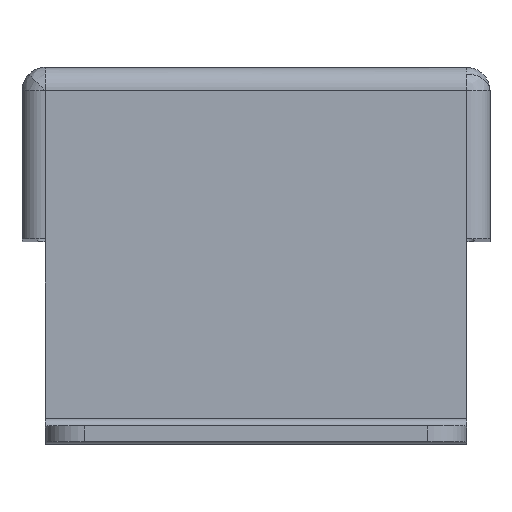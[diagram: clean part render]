
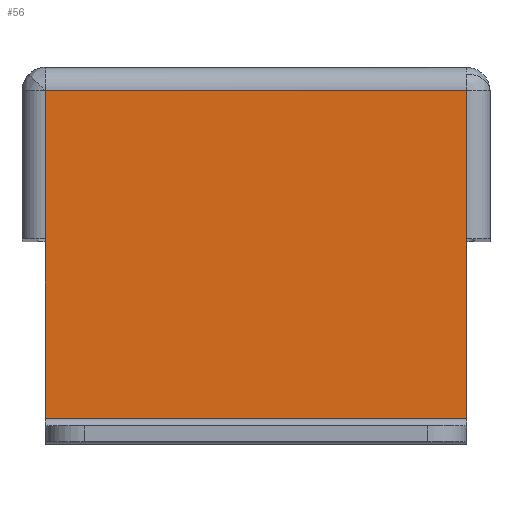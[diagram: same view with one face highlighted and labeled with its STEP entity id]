
A CAD part, top view. The second image highlights one B-rep face of the part: STEP entity #56.
In plain terms, the highlighted planar face has unit normal (0, 0, 1).
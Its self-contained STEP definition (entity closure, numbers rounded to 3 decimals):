
#37 = ORIENTED_EDGE ( 'NONE', *, *, #2294, .T. ) ;
#56 = ADVANCED_FACE ( 'NONE', ( #949 ), #505, .T. ) ;
#81 = DIRECTION ( 'NONE',  ( 0., -1., 0. ) ) ;
#86 = DIRECTION ( 'NONE',  ( 0., 1., 0. ) ) ;
#285 = CARTESIAN_POINT ( 'NONE',  ( -27., 44.5, 354. ) ) ;
#311 = DIRECTION ( 'NONE',  ( 0., -1., 0. ) ) ;
#316 = CARTESIAN_POINT ( 'NONE',  ( 27., 87.5, 354. ) ) ;
#358 = VECTOR ( 'NONE', #86, 1000. ) ;
#460 = VERTEX_POINT ( 'NONE', #1528 ) ;
#485 = DIRECTION ( 'NONE',  ( 0., 0., 1. ) ) ;
#505 = PLANE ( 'NONE',  #1182 ) ;
#507 = ORIENTED_EDGE ( 'NONE', *, *, #1170, .T. ) ;
#562 = EDGE_LOOP ( 'NONE', ( #771, #1879, #37, #633, #507, #1382 ) ) ;
#600 = EDGE_CURVE ( 'NONE', #2055, #1592, #1706, .T. ) ;
#633 = ORIENTED_EDGE ( 'NONE', *, *, #1215, .T. ) ;
#642 = CARTESIAN_POINT ( 'NONE',  ( -108.216, 86.5, 354. ) ) ;
#672 = DIRECTION ( 'NONE',  ( 1., 0., 0. ) ) ;
#771 = ORIENTED_EDGE ( 'NONE', *, *, #2186, .T. ) ;
#808 = LINE ( 'NONE', #1886, #2226 ) ;
#887 = CARTESIAN_POINT ( 'NONE',  ( -30., 87.5, 354. ) ) ;
#901 = LINE ( 'NONE', #1085, #2053 ) ;
#949 = FACE_OUTER_BOUND ( 'NONE', #562, .T. ) ;
#981 = CARTESIAN_POINT ( 'NONE',  ( -27., 86.5, 354. ) ) ;
#1042 = CARTESIAN_POINT ( 'NONE',  ( 27., 87.5, 354. ) ) ;
#1085 = CARTESIAN_POINT ( 'NONE',  ( -30., 44.5, 354. ) ) ;
#1170 = EDGE_CURVE ( 'NONE', #1359, #2055, #901, .T. ) ;
#1182 = AXIS2_PLACEMENT_3D ( 'NONE', #887, #485, #672 ) ;
#1191 = VECTOR ( 'NONE', #1588, 1000. ) ;
#1215 = EDGE_CURVE ( 'NONE', #2327, #1359, #808, .T. ) ;
#1238 = VECTOR ( 'NONE', #1274, 1000. ) ;
#1274 = DIRECTION ( 'NONE',  ( 0., 1., 0. ) ) ;
#1283 = VECTOR ( 'NONE', #311, 1000. ) ;
#1359 = VERTEX_POINT ( 'NONE', #285 ) ;
#1382 = ORIENTED_EDGE ( 'NONE', *, *, #600, .T. ) ;
#1418 = CARTESIAN_POINT ( 'NONE',  ( 27., 67.5, 354. ) ) ;
#1528 = CARTESIAN_POINT ( 'NONE',  ( 27., 86.5, 354. ) ) ;
#1588 = DIRECTION ( 'NONE',  ( 1., 0., 0. ) ) ;
#1592 = VERTEX_POINT ( 'NONE', #1418 ) ;
#1631 = CARTESIAN_POINT ( 'NONE',  ( -27., 87.5, 354. ) ) ;
#1638 = LINE ( 'NONE', #1631, #1283 ) ;
#1706 = LINE ( 'NONE', #316, #1238 ) ;
#1745 = LINE ( 'NONE', #1042, #358 ) ;
#1879 = ORIENTED_EDGE ( 'NONE', *, *, #2136, .F. ) ;
#1886 = CARTESIAN_POINT ( 'NONE',  ( -27., 87.5, 354. ) ) ;
#1963 = VERTEX_POINT ( 'NONE', #981 ) ;
#2023 = DIRECTION ( 'NONE',  ( 1., 0., 0. ) ) ;
#2053 = VECTOR ( 'NONE', #2023, 1000. ) ;
#2055 = VERTEX_POINT ( 'NONE', #2137 ) ;
#2079 = LINE ( 'NONE', #642, #1191 ) ;
#2136 = EDGE_CURVE ( 'NONE', #1963, #460, #2079, .T. ) ;
#2137 = CARTESIAN_POINT ( 'NONE',  ( 27., 44.5, 354. ) ) ;
#2186 = EDGE_CURVE ( 'NONE', #1592, #460, #1745, .T. ) ;
#2226 = VECTOR ( 'NONE', #81, 1000. ) ;
#2294 = EDGE_CURVE ( 'NONE', #1963, #2327, #1638, .T. ) ;
#2327 = VERTEX_POINT ( 'NONE', #2368 ) ;
#2368 = CARTESIAN_POINT ( 'NONE',  ( -27., 67.5, 354. ) ) ;
